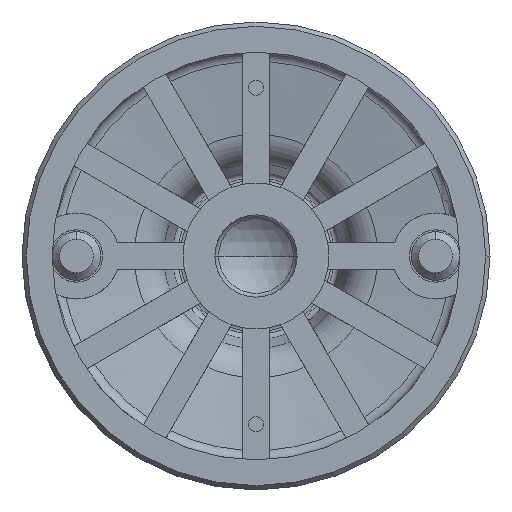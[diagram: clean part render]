
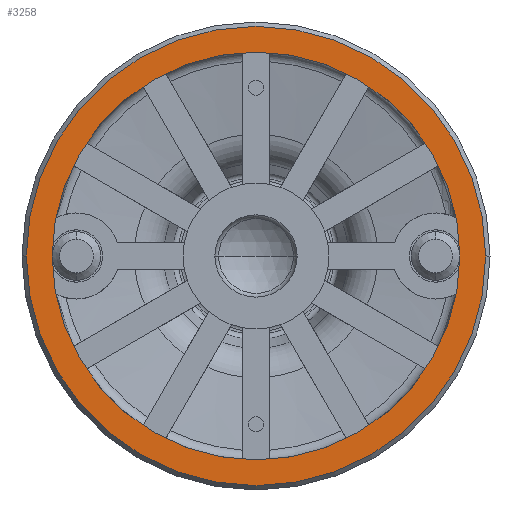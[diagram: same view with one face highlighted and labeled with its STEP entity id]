
A CAD part, front view. The second image highlights one B-rep face of the part: STEP entity #3258.
In plain terms, the highlighted planar face has unit normal (0, -1, 0).
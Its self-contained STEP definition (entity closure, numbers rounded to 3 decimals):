
#129 = CARTESIAN_POINT ( 'NONE',  ( -54.5, 0., 0. ) ) ;
#258 = EDGE_LOOP ( 'NONE', ( #7004, #7484 ) ) ;
#456 = AXIS2_PLACEMENT_3D ( 'NONE', #537, #1104, #1291 ) ;
#461 = AXIS2_PLACEMENT_3D ( 'NONE', #6587, #2955, #7189 ) ;
#486 = EDGE_LOOP ( 'NONE', ( #6306, #973 ) ) ;
#537 = CARTESIAN_POINT ( 'NONE',  ( 0., 0., 0. ) ) ;
#821 = EDGE_CURVE ( 'NONE', #7718, #5211, #2582, .T. ) ;
#973 = ORIENTED_EDGE ( 'NONE', *, *, #821, .F. ) ;
#984 = CARTESIAN_POINT ( 'NONE',  ( 0., 0., 0. ) ) ;
#1005 = VERTEX_POINT ( 'NONE', #6407 ) ;
#1104 = DIRECTION ( 'NONE',  ( 0., -1., 0. ) ) ;
#1291 = DIRECTION ( 'NONE',  ( 1., 0., 0. ) ) ;
#1559 = DIRECTION ( 'NONE',  ( 1., 0., 0. ) ) ;
#1913 = DIRECTION ( 'NONE',  ( 0., -1., 0. ) ) ;
#2064 = DIRECTION ( 'NONE',  ( 0., -1., 0. ) ) ;
#2086 = CIRCLE ( 'NONE', #7194, 54.5 ) ;
#2240 = CIRCLE ( 'NONE', #461, 61.394 ) ;
#2582 = CIRCLE ( 'NONE', #456, 54.5 ) ;
#2955 = DIRECTION ( 'NONE',  ( 0., -1., 0. ) ) ;
#3258 = ADVANCED_FACE ( 'NONE', ( #4246, #4429 ), #5476, .T. ) ;
#3456 = CIRCLE ( 'NONE', #7405, 61.394 ) ;
#4246 = FACE_OUTER_BOUND ( 'NONE', #258, .T. ) ;
#4429 = FACE_BOUND ( 'NONE', #486, .T. ) ;
#4468 = CARTESIAN_POINT ( 'NONE',  ( 54.5, 0., 0. ) ) ;
#4626 = AXIS2_PLACEMENT_3D ( 'NONE', #5494, #1913, #6124 ) ;
#5151 = DIRECTION ( 'NONE',  ( 0., -1., 0. ) ) ;
#5211 = VERTEX_POINT ( 'NONE', #4468 ) ;
#5476 = PLANE ( 'NONE',  #4626 ) ;
#5494 = CARTESIAN_POINT ( 'NONE',  ( 54.5, 0., 0. ) ) ;
#5663 = CARTESIAN_POINT ( 'NONE',  ( 0., 0., 0. ) ) ;
#6104 = EDGE_CURVE ( 'NONE', #5211, #7718, #2086, .T. ) ;
#6124 = DIRECTION ( 'NONE',  ( 1., 0., 0. ) ) ;
#6288 = DIRECTION ( 'NONE',  ( 1., 0., 0. ) ) ;
#6306 = ORIENTED_EDGE ( 'NONE', *, *, #6104, .F. ) ;
#6407 = CARTESIAN_POINT ( 'NONE',  ( 61.394, 0., 0. ) ) ;
#6446 = EDGE_CURVE ( 'NONE', #1005, #7250, #2240, .T. ) ;
#6587 = CARTESIAN_POINT ( 'NONE',  ( 0., 0., 0. ) ) ;
#6758 = CARTESIAN_POINT ( 'NONE',  ( -61.394, 0., 0. ) ) ;
#7004 = ORIENTED_EDGE ( 'NONE', *, *, #7417, .T. ) ;
#7189 = DIRECTION ( 'NONE',  ( 1., 0., 0. ) ) ;
#7194 = AXIS2_PLACEMENT_3D ( 'NONE', #5663, #2064, #6288 ) ;
#7250 = VERTEX_POINT ( 'NONE', #6758 ) ;
#7405 = AXIS2_PLACEMENT_3D ( 'NONE', #984, #5151, #1559 ) ;
#7417 = EDGE_CURVE ( 'NONE', #7250, #1005, #3456, .T. ) ;
#7484 = ORIENTED_EDGE ( 'NONE', *, *, #6446, .T. ) ;
#7718 = VERTEX_POINT ( 'NONE', #129 ) ;
